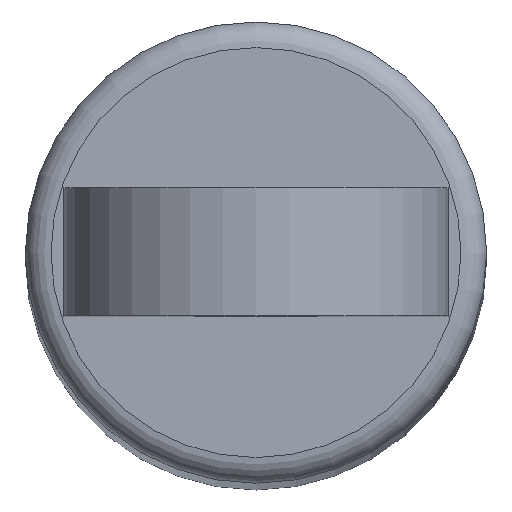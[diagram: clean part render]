
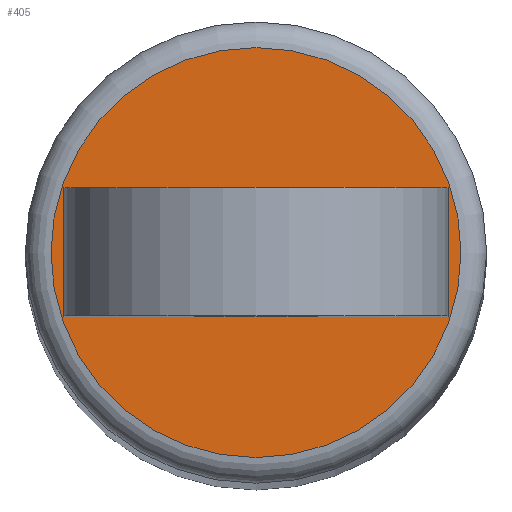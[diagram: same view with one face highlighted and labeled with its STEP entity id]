
A CAD part, top view. The second image highlights one B-rep face of the part: STEP entity #405.
In plain terms, the highlighted planar face has unit normal (0, 0, 1).
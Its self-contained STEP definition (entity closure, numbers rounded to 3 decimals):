
#37=LINE('',#615,#67);
#38=LINE('',#617,#68);
#39=LINE('',#619,#69);
#40=LINE('',#620,#70);
#67=VECTOR('',#495,5.);
#68=VECTOR('',#496,15.);
#69=VECTOR('',#497,5.);
#70=VECTOR('',#498,15.);
#106=PLANE('',#437);
#123=FACE_BOUND('',#164,.T.);
#135=FACE_OUTER_BOUND('',#163,.T.);
#163=EDGE_LOOP('',(#304));
#164=EDGE_LOOP('',(#305,#306,#307,#308));
#195=CIRCLE('',#436,8.);
#212=VERTEX_POINT('',#610);
#213=VERTEX_POINT('',#613);
#214=VERTEX_POINT('',#614);
#215=VERTEX_POINT('',#616);
#216=VERTEX_POINT('',#618);
#249=EDGE_CURVE('',#212,#212,#195,.T.);
#250=EDGE_CURVE('',#213,#214,#37,.T.);
#251=EDGE_CURVE('',#214,#215,#38,.T.);
#252=EDGE_CURVE('',#215,#216,#39,.T.);
#253=EDGE_CURVE('',#216,#213,#40,.T.);
#304=ORIENTED_EDGE('',*,*,#249,.F.);
#305=ORIENTED_EDGE('',*,*,#250,.T.);
#306=ORIENTED_EDGE('',*,*,#251,.T.);
#307=ORIENTED_EDGE('',*,*,#252,.T.);
#308=ORIENTED_EDGE('',*,*,#253,.T.);
#405=ADVANCED_FACE('',(#135,#123),#106,.T.);
#436=AXIS2_PLACEMENT_3D('',#611,#491,#492);
#437=AXIS2_PLACEMENT_3D('',#612,#493,#494);
#491=DIRECTION('center_axis',(0.,0.,-1.));
#492=DIRECTION('ref_axis',(-1.,0.,0.));
#493=DIRECTION('center_axis',(0.,0.,1.));
#494=DIRECTION('ref_axis',(1.,0.,0.));
#495=DIRECTION('',(0.,-1.,0.));
#496=DIRECTION('',(-1.,0.,0.));
#497=DIRECTION('',(0.,1.,0.));
#498=DIRECTION('',(1.,0.,0.));
#610=CARTESIAN_POINT('',(8.,0.,122.5));
#611=CARTESIAN_POINT('Origin',(0.,0.,122.5));
#612=CARTESIAN_POINT('Origin',(0.,0.,
122.5));
#613=CARTESIAN_POINT('',(7.5,2.5,122.5));
#614=CARTESIAN_POINT('',(7.5,-2.5,122.5));
#615=CARTESIAN_POINT('',(7.5,-1.25,122.5));
#616=CARTESIAN_POINT('',(-7.5,-2.5,122.5));
#617=CARTESIAN_POINT('',(-3.75,-2.5,122.5));
#618=CARTESIAN_POINT('',(-7.5,2.5,122.5));
#619=CARTESIAN_POINT('',(-7.5,1.25,122.5));
#620=CARTESIAN_POINT('',(3.75,2.5,122.5));
